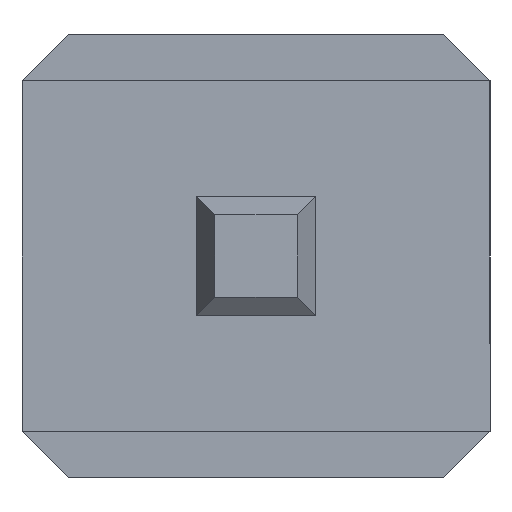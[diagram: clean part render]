
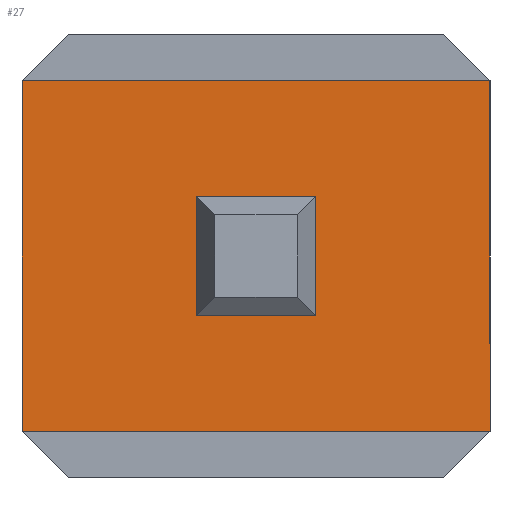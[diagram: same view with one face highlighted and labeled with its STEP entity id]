
A CAD part, front view. The second image highlights one B-rep face of the part: STEP entity #27.
In plain terms, the highlighted planar face has unit normal (0, -1, 0).
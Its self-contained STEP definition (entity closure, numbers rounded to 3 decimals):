
#3 = CARTESIAN_POINT ( 'NONE',  ( -0.945, 3.2, 1.275 ) ) ;
#19 = ORIENTED_EDGE ( 'NONE', *, *, #765, .T. ) ;
#27 = ADVANCED_FACE ( 'NONE', ( #858 ), #276, .T. ) ;
#28 = LINE ( 'NONE', #914, #518 ) ;
#39 = DIRECTION ( 'NONE',  ( 1., 0., 0. ) ) ;
#114 = CARTESIAN_POINT ( 'NONE',  ( 1.595, 3.2, 1.275 ) ) ;
#119 = DIRECTION ( 'NONE',  ( 0., -1., 0. ) ) ;
#148 = AXIS2_PLACEMENT_3D ( 'NONE', #347, #119, #413 ) ;
#189 = VECTOR ( 'NONE', #785, 1000. ) ;
#204 = ORIENTED_EDGE ( 'NONE', *, *, #772, .F. ) ;
#236 = LINE ( 'NONE', #299, #189 ) ;
#276 = PLANE ( 'NONE',  #148 ) ;
#299 = CARTESIAN_POINT ( 'NONE',  ( 1.595, 3.2, -0.875 ) ) ;
#325 = EDGE_CURVE ( 'NONE', #944, #835, #394, .T. ) ;
#334 = CARTESIAN_POINT ( 'NONE',  ( 1.595, 3.2, -0.625 ) ) ;
#347 = CARTESIAN_POINT ( 'NONE',  ( 0., 3.2, 0. ) ) ;
#359 = VECTOR ( 'NONE', #714, 1000. ) ;
#368 = ORIENTED_EDGE ( 'NONE', *, *, #325, .T. ) ;
#394 = LINE ( 'NONE', #745, #925 ) ;
#413 = DIRECTION ( 'NONE',  ( 0., 0., -1. ) ) ;
#457 = DIRECTION ( 'NONE',  ( 0., 0., -1. ) ) ;
#496 = VERTEX_POINT ( 'NONE', #334 ) ;
#512 = CARTESIAN_POINT ( 'NONE',  ( -0.945, 3.2, -0.625 ) ) ;
#518 = VECTOR ( 'NONE', #39, 1000. ) ;
#606 = EDGE_CURVE ( 'NONE', #944, #608, #28, .T. ) ;
#608 = VERTEX_POINT ( 'NONE', #114 ) ;
#655 = CARTESIAN_POINT ( 'NONE',  ( -0.945, 3.2, -0.625 ) ) ;
#682 = LINE ( 'NONE', #512, #359 ) ;
#714 = DIRECTION ( 'NONE',  ( -1., 0., 0. ) ) ;
#745 = CARTESIAN_POINT ( 'NONE',  ( -0.945, 3.2, 1.525 ) ) ;
#765 = EDGE_CURVE ( 'NONE', #496, #608, #236, .T. ) ;
#772 = EDGE_CURVE ( 'NONE', #496, #835, #682, .T. ) ;
#785 = DIRECTION ( 'NONE',  ( 0., 0., 1. ) ) ;
#820 = ORIENTED_EDGE ( 'NONE', *, *, #606, .F. ) ;
#835 = VERTEX_POINT ( 'NONE', #655 ) ;
#858 = FACE_OUTER_BOUND ( 'NONE', #952, .T. ) ;
#914 = CARTESIAN_POINT ( 'NONE',  ( 1.595, 3.2, 1.275 ) ) ;
#925 = VECTOR ( 'NONE', #457, 1000. ) ;
#944 = VERTEX_POINT ( 'NONE', #3 ) ;
#952 = EDGE_LOOP ( 'NONE', ( #368, #204, #19, #820 ) ) ;
